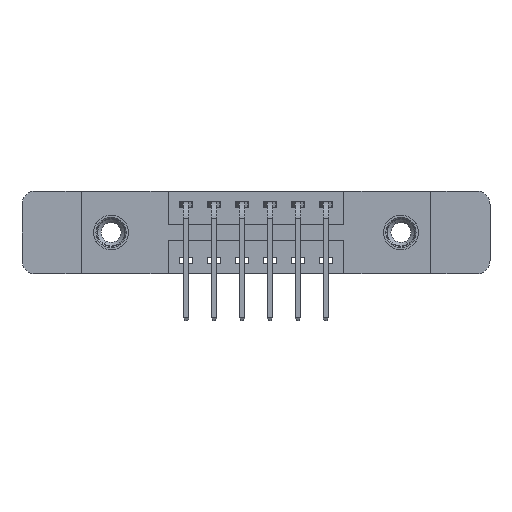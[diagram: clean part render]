
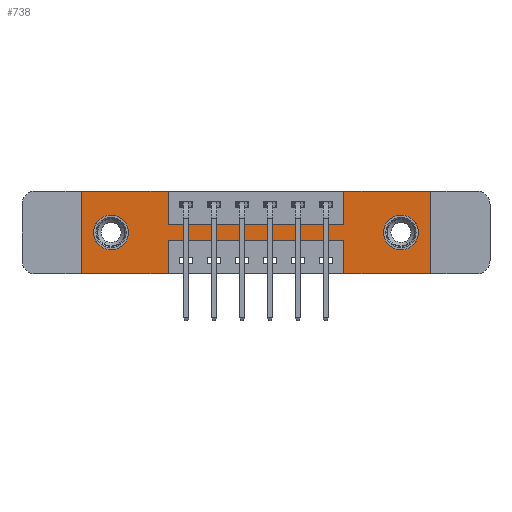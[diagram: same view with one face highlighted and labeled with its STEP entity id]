
A CAD part, front view. The second image highlights one B-rep face of the part: STEP entity #738.
In plain terms, the highlighted planar face has unit normal (0, -1, 0).
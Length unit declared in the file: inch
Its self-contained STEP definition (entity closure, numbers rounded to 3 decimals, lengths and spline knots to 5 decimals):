
#150 = VERTEX_POINT ( 'NONE', #11588 ) ;
#184 = VERTEX_POINT ( 'NONE', #8386 ) ;
#363 = CARTESIAN_POINT ( 'NONE',  ( 0., 0., 0. ) ) ;
#738 = ADVANCED_FACE ( 'NONE', ( #5264, #751, #10627 ), #2031, .T. ) ;
#751 = FACE_BOUND ( 'NONE', #4314, .T. ) ;
#793 = VECTOR ( 'NONE', #4036, 39.37008 ) ;
#961 = DIRECTION ( 'NONE',  ( 0., 0., -1. ) ) ;
#1050 = EDGE_CURVE ( 'NONE', #9141, #150, #6454, .T. ) ;
#1070 = CARTESIAN_POINT ( 'NONE',  ( 0.3875, 0., -0.22 ) ) ;
#1572 = VERTEX_POINT ( 'NONE', #7590 ) ;
#1591 = VERTEX_POINT ( 'NONE', #4491 ) ;
#1796 = CARTESIAN_POINT ( 'NONE',  ( 0., 0., -0.37 ) ) ;
#1933 = CARTESIAN_POINT ( 'NONE',  ( 1.1725, 0., 0. ) ) ;
#2031 = PLANE ( 'NONE',  #9585 ) ;
#2153 = AXIS2_PLACEMENT_3D ( 'NONE', #13589, #4555, #8950 ) ;
#2227 = CARTESIAN_POINT ( 'NONE',  ( 0.3875, 0., -0.22 ) ) ;
#2258 = VECTOR ( 'NONE', #10070, 39.37008 ) ;
#2406 = CARTESIAN_POINT ( 'NONE',  ( 1.1725, 0., 0. ) ) ;
#2471 = VERTEX_POINT ( 'NONE', #1070 ) ;
#2499 = CARTESIAN_POINT ( 'NONE',  ( 0.1325, 0., -0.263 ) ) ;
#2600 = EDGE_CURVE ( 'NONE', #3000, #4603, #12757, .T. ) ;
#2702 = CARTESIAN_POINT ( 'NONE',  ( 0., 0., -0.37 ) ) ;
#2708 = DIRECTION ( 'NONE',  ( 0., 1., 0. ) ) ;
#2781 = ORIENTED_EDGE ( 'NONE', *, *, #9736, .T. ) ;
#3000 = VERTEX_POINT ( 'NONE', #13400 ) ;
#3365 = DIRECTION ( 'NONE',  ( 0., 0., -1. ) ) ;
#3430 = LINE ( 'NONE', #5648, #2258 ) ;
#3439 = VECTOR ( 'NONE', #4866, 39.37008 ) ;
#3515 = ORIENTED_EDGE ( 'NONE', *, *, #1050, .F. ) ;
#3558 = VERTEX_POINT ( 'NONE', #3978 ) ;
#3566 = LINE ( 'NONE', #2406, #8322 ) ;
#3790 = VERTEX_POINT ( 'NONE', #363 ) ;
#3978 = CARTESIAN_POINT ( 'NONE',  ( 1.56, 0., -0.37 ) ) ;
#4026 = LINE ( 'NONE', #6147, #14234 ) ;
#4036 = DIRECTION ( 'NONE',  ( 0., 0., -1. ) ) ;
#4197 = EDGE_LOOP ( 'NONE', ( #9782, #7922, #7310, #4373, #7470, #3515, #11515, #11839, #7484, #10567, #11888, #5283 ) ) ;
#4267 = CARTESIAN_POINT ( 'NONE',  ( 0., 0., -0.37 ) ) ;
#4314 = EDGE_LOOP ( 'NONE', ( #10990, #2781 ) ) ;
#4373 = ORIENTED_EDGE ( 'NONE', *, *, #9319, .F. ) ;
#4434 = EDGE_CURVE ( 'NONE', #8997, #1591, #10778, .T. ) ;
#4491 = CARTESIAN_POINT ( 'NONE',  ( 0.3875, 0., -0.15 ) ) ;
#4543 = CARTESIAN_POINT ( 'NONE',  ( 1.1725, 0., -0.15 ) ) ;
#4555 = DIRECTION ( 'NONE',  ( 0., 1., 0. ) ) ;
#4603 = VERTEX_POINT ( 'NONE', #8963 ) ;
#4695 = AXIS2_PLACEMENT_3D ( 'NONE', #10442, #2708, #12701 ) ;
#4866 = DIRECTION ( 'NONE',  ( -1., 0., 0. ) ) ;
#4951 = DIRECTION ( 'NONE',  ( 1., 0., 0. ) ) ;
#5030 = VERTEX_POINT ( 'NONE', #5163 ) ;
#5089 = CARTESIAN_POINT ( 'NONE',  ( 0.3875, 0., -0.37 ) ) ;
#5149 = CIRCLE ( 'NONE', #4695, 0.078 ) ;
#5163 = CARTESIAN_POINT ( 'NONE',  ( 1.1725, 0., -0.37 ) ) ;
#5190 = DIRECTION ( 'NONE',  ( 0., 0., -1. ) ) ;
#5264 = FACE_BOUND ( 'NONE', #9964, .T. ) ;
#5283 = ORIENTED_EDGE ( 'NONE', *, *, #7978, .F. ) ;
#5472 = LINE ( 'NONE', #14228, #7076 ) ;
#5554 = AXIS2_PLACEMENT_3D ( 'NONE', #12419, #7904, #6969 ) ;
#5648 = CARTESIAN_POINT ( 'NONE',  ( 0., 0., 0. ) ) ;
#5739 = CIRCLE ( 'NONE', #13306, 0.078 ) ;
#6022 = LINE ( 'NONE', #5089, #793 ) ;
#6099 = VECTOR ( 'NONE', #6307, 39.37008 ) ;
#6127 = VECTOR ( 'NONE', #6680, 39.37008 ) ;
#6147 = CARTESIAN_POINT ( 'NONE',  ( 0., 0., -0.37 ) ) ;
#6307 = DIRECTION ( 'NONE',  ( 1., 0., 0. ) ) ;
#6404 = DIRECTION ( 'NONE',  ( 0., -1., 0. ) ) ;
#6454 = LINE ( 'NONE', #9724, #6099 ) ;
#6616 = VERTEX_POINT ( 'NONE', #1796 ) ;
#6680 = DIRECTION ( 'NONE',  ( -1., 0., 0. ) ) ;
#6798 = VERTEX_POINT ( 'NONE', #8378 ) ;
#6969 = DIRECTION ( 'NONE',  ( 0., 0., -1. ) ) ;
#7076 = VECTOR ( 'NONE', #13082, 39.37008 ) ;
#7117 = VECTOR ( 'NONE', #4951, 39.37008 ) ;
#7274 = ORIENTED_EDGE ( 'NONE', *, *, #2600, .T. ) ;
#7310 = ORIENTED_EDGE ( 'NONE', *, *, #12361, .F. ) ;
#7317 = DIRECTION ( 'NONE',  ( 0., 0., 1. ) ) ;
#7379 = VERTEX_POINT ( 'NONE', #4543 ) ;
#7470 = ORIENTED_EDGE ( 'NONE', *, *, #11199, .F. ) ;
#7484 = ORIENTED_EDGE ( 'NONE', *, *, #4434, .F. ) ;
#7554 = DIRECTION ( 'NONE',  ( 0., 1., 0. ) ) ;
#7590 = CARTESIAN_POINT ( 'NONE',  ( 1.1725, 0., -0.22 ) ) ;
#7634 = LINE ( 'NONE', #2227, #6127 ) ;
#7647 = EDGE_CURVE ( 'NONE', #4603, #3000, #5739, .T. ) ;
#7904 = DIRECTION ( 'NONE',  ( 0., 1., 0. ) ) ;
#7922 = ORIENTED_EDGE ( 'NONE', *, *, #13939, .F. ) ;
#7978 = EDGE_CURVE ( 'NONE', #6798, #6616, #4026, .T. ) ;
#8196 = LINE ( 'NONE', #12854, #7117 ) ;
#8322 = VECTOR ( 'NONE', #8971, 39.37008 ) ;
#8378 = CARTESIAN_POINT ( 'NONE',  ( 0.3875, 0., -0.37 ) ) ;
#8386 = CARTESIAN_POINT ( 'NONE',  ( 0.1325, 0., -0.107 ) ) ;
#8447 = CARTESIAN_POINT ( 'NONE',  ( 1.56, 0., 0. ) ) ;
#8729 = VECTOR ( 'NONE', #961, 39.37008 ) ;
#8950 = DIRECTION ( 'NONE',  ( 0., 0., 1. ) ) ;
#8963 = CARTESIAN_POINT ( 'NONE',  ( 1.4275, 0., -0.107 ) ) ;
#8971 = DIRECTION ( 'NONE',  ( 0., 0., 1. ) ) ;
#8997 = VERTEX_POINT ( 'NONE', #9144 ) ;
#9141 = VERTEX_POINT ( 'NONE', #1933 ) ;
#9144 = CARTESIAN_POINT ( 'NONE',  ( 0.3875, 0., 0. ) ) ;
#9319 = EDGE_CURVE ( 'NONE', #3558, #5030, #13549, .T. ) ;
#9377 = VERTEX_POINT ( 'NONE', #2499 ) ;
#9493 = CARTESIAN_POINT ( 'NONE',  ( 0., 0., 0. ) ) ;
#9585 = AXIS2_PLACEMENT_3D ( 'NONE', #4267, #6404, #5190 ) ;
#9682 = VECTOR ( 'NONE', #10992, 39.37008 ) ;
#9724 = CARTESIAN_POINT ( 'NONE',  ( 0., 0., 0. ) ) ;
#9736 = EDGE_CURVE ( 'NONE', #9377, #184, #9783, .T. ) ;
#9782 = ORIENTED_EDGE ( 'NONE', *, *, #10170, .F. ) ;
#9783 = CIRCLE ( 'NONE', #2153, 0.078 ) ;
#9870 = CARTESIAN_POINT ( 'NONE',  ( 1.4275, 0., -0.185 ) ) ;
#9911 = CARTESIAN_POINT ( 'NONE',  ( 0.3875, 0., 0. ) ) ;
#9964 = EDGE_LOOP ( 'NONE', ( #11051, #7274 ) ) ;
#10070 = DIRECTION ( 'NONE',  ( 1., 0., 0. ) ) ;
#10170 = EDGE_CURVE ( 'NONE', #2471, #6798, #6022, .T. ) ;
#10442 = CARTESIAN_POINT ( 'NONE',  ( 0.1325, 0., -0.185 ) ) ;
#10558 = LINE ( 'NONE', #8447, #8729 ) ;
#10567 = ORIENTED_EDGE ( 'NONE', *, *, #12770, .F. ) ;
#10627 = FACE_OUTER_BOUND ( 'NONE', #4197, .T. ) ;
#10778 = LINE ( 'NONE', #9911, #9682 ) ;
#10990 = ORIENTED_EDGE ( 'NONE', *, *, #11830, .T. ) ;
#10992 = DIRECTION ( 'NONE',  ( 0., 0., -1. ) ) ;
#10996 = EDGE_CURVE ( 'NONE', #7379, #9141, #3566, .T. ) ;
#11051 = ORIENTED_EDGE ( 'NONE', *, *, #7647, .T. ) ;
#11199 = EDGE_CURVE ( 'NONE', #150, #3558, #10558, .T. ) ;
#11380 = EDGE_CURVE ( 'NONE', #1591, #7379, #8196, .T. ) ;
#11515 = ORIENTED_EDGE ( 'NONE', *, *, #10996, .F. ) ;
#11588 = CARTESIAN_POINT ( 'NONE',  ( 1.56, 0., 0. ) ) ;
#11820 = EDGE_CURVE ( 'NONE', #6616, #3790, #13840, .T. ) ;
#11830 = EDGE_CURVE ( 'NONE', #184, #9377, #5149, .T. ) ;
#11839 = ORIENTED_EDGE ( 'NONE', *, *, #11380, .F. ) ;
#11888 = ORIENTED_EDGE ( 'NONE', *, *, #11820, .F. ) ;
#12361 = EDGE_CURVE ( 'NONE', #5030, #1572, #5472, .T. ) ;
#12419 = CARTESIAN_POINT ( 'NONE',  ( 1.4275, 0., -0.185 ) ) ;
#12701 = DIRECTION ( 'NONE',  ( 0., 0., 1. ) ) ;
#12757 = CIRCLE ( 'NONE', #5554, 0.078 ) ;
#12770 = EDGE_CURVE ( 'NONE', #3790, #8997, #3430, .T. ) ;
#12787 = VECTOR ( 'NONE', #7317, 39.37008 ) ;
#12854 = CARTESIAN_POINT ( 'NONE',  ( 0.3875, 0., -0.15 ) ) ;
#13082 = DIRECTION ( 'NONE',  ( 0., 0., 1. ) ) ;
#13306 = AXIS2_PLACEMENT_3D ( 'NONE', #9870, #7554, #3365 ) ;
#13400 = CARTESIAN_POINT ( 'NONE',  ( 1.4275, 0., -0.263 ) ) ;
#13549 = LINE ( 'NONE', #2702, #3439 ) ;
#13589 = CARTESIAN_POINT ( 'NONE',  ( 0.1325, 0., -0.185 ) ) ;
#13763 = DIRECTION ( 'NONE',  ( -1., 0., 0. ) ) ;
#13840 = LINE ( 'NONE', #9493, #12787 ) ;
#13939 = EDGE_CURVE ( 'NONE', #1572, #2471, #7634, .T. ) ;
#14228 = CARTESIAN_POINT ( 'NONE',  ( 1.1725, 0., -0.37 ) ) ;
#14234 = VECTOR ( 'NONE', #13763, 39.37008 ) ;
